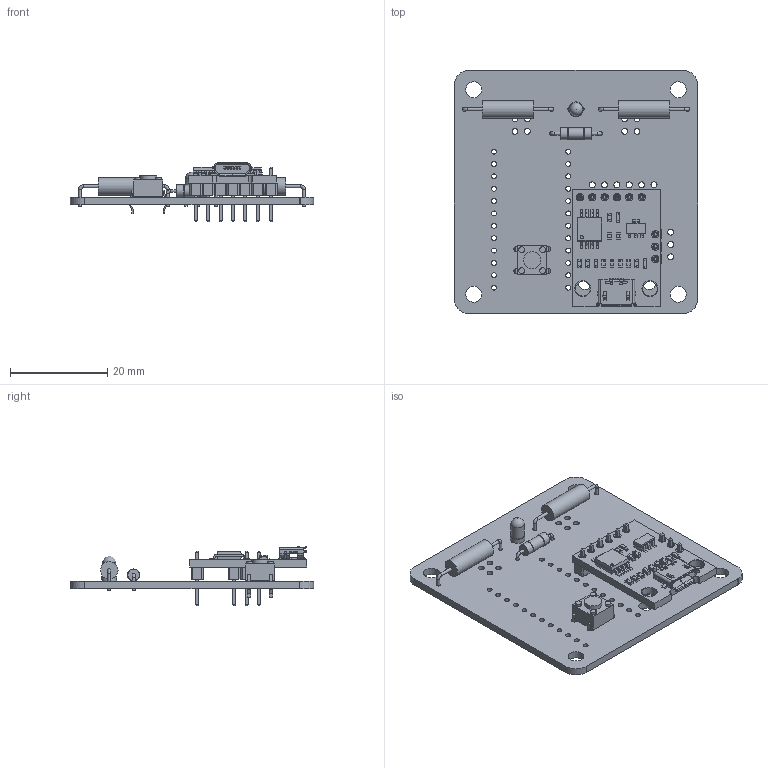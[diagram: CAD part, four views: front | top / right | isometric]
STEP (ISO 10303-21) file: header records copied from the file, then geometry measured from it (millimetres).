
FILE_DESCRIPTION(/* description */ (''),/* implementation_level */ '2;1');
FILE_NAME(/* name */ 'stepper_counter v4.step',/* time_stamp */ '2022-05-02T13:19:06+09:00',/* author */ (''),/* organization */ (''),/* preprocessor_version */ 'ST-DEVELOPER v18.1',/* originating_system */ 'Autodesk Translation Framework v10.14.0.1471',/* authorisation */ '');
FILE_SCHEMA (('AUTOMOTIVE_DESIGN { 1 0 10303 214 3 1 1 }'));
Length unit declared in the file: millimetre
Products named in the file (33): stepper_counter; Board; Packages; LED3MM; 0207/10; B3F-10XX; B3F_1000_BUTTON; B3F_1000_BASE; DIGISPARK; PCB; Pads B; Pads F; Pin headers; Plastic; Pins; Components; Component17; Component24; Component23; Component21; Component22; Component20; Component31; Component19; Component18; Component25; Component28; Component30; Component26; Component27; Component29; Micro USB; SW20D
Assembly tree (33 placements, depth 5):
  stepper_counter
    Board
    Packages
      LED3MM
      0207/10
      B3F-10XX
        B3F_1000_BUTTON
        B3F_1000_BASE
      DIGISPARK
        PCB
          Pads B
          Pads F
        Pin headers
          Plastic
          Pins
        Components
          Component17
          Component24
          Component23
          Component21
          Component22
          Component20
          Component31
          Component19
          Component18
          Component25
          Component28
          Component30
          Component26
          Component27
          Component29
          Micro USB
      SW20D  x2
Bounding box: 50 x 50 x 12.3 mm (x, y, z)
Volume: 5090.8 mm3; surface area: 8421 mm2
Topology: 70 solids, 70 shells, 1622 faces, 4107 edges, 2651 vertices
Faces by surface type: plane 1092, cylinder 484, bspline 33, torus 12, sphere 1
Full cylindrical faces by diameter (mm): 0.6 x4, 0.63 x8, 0.664 x1, 0.813 x4, 0.85 x4, 1 x27, 1.016 x32, 1.2 x12, 1.24 x18, 1.5 x36, 2.375 x1, 2.5 x2, 2.7 x1, 3 x8, 3.3 x12, 3.5 x2, 3.6 x2
Entity records: 49980 total; most frequent: CARTESIAN_POINT 8851, DIRECTION 8378, ORIENTED_EDGE 8122, EDGE_CURVE 4061, LINE 3034, VECTOR 3034, AXIS2_PLACEMENT_3D 2672, VERTEX_POINT 2637
